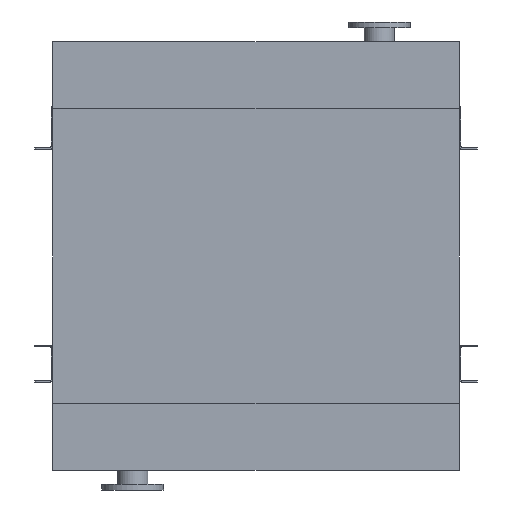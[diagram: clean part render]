
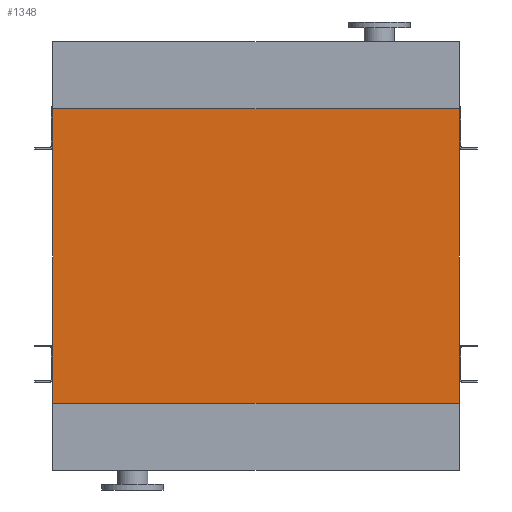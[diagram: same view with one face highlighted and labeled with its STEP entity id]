
A CAD part, front view. The second image highlights one B-rep face of the part: STEP entity #1348.
In plain terms, the highlighted planar face has unit normal (0, -1, 0).
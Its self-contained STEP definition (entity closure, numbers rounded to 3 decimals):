
#61 = CARTESIAN_POINT ( 'NONE',  ( 725., 0., 0. ) ) ;
#294 = CARTESIAN_POINT ( 'NONE',  ( 725., 0., -1050. ) ) ;
#431 = VECTOR ( 'NONE', #2381, 1000. ) ;
#1106 = AXIS2_PLACEMENT_3D ( 'NONE', #8771, #10763, #5851 ) ;
#1257 = EDGE_CURVE ( 'NONE', #5328, #1653, #1497, .T. ) ;
#1348 = ADVANCED_FACE ( 'NONE', ( #9970 ), #1760, .T. ) ;
#1494 = ORIENTED_EDGE ( 'NONE', *, *, #1257, .T. ) ;
#1497 = LINE ( 'NONE', #4328, #431 ) ;
#1644 = DIRECTION ( 'NONE',  ( 1., 0., 0. ) ) ;
#1653 = VERTEX_POINT ( 'NONE', #10887 ) ;
#1760 = PLANE ( 'NONE',  #1106 ) ;
#1761 = VECTOR ( 'NONE', #1644, 1000. ) ;
#2071 = VERTEX_POINT ( 'NONE', #6735 ) ;
#2239 = VERTEX_POINT ( 'NONE', #61 ) ;
#2331 = EDGE_CURVE ( 'NONE', #2071, #2239, #5287, .T. ) ;
#2381 = DIRECTION ( 'NONE',  ( 1., 0., 0. ) ) ;
#2731 = ORIENTED_EDGE ( 'NONE', *, *, #9597, .T. ) ;
#2766 = CARTESIAN_POINT ( 'NONE',  ( -725., 0., -1050. ) ) ;
#4209 = ORIENTED_EDGE ( 'NONE', *, *, #2331, .F. ) ;
#4328 = CARTESIAN_POINT ( 'NONE',  ( -725., 0., -1050. ) ) ;
#4383 = DIRECTION ( 'NONE',  ( 0., 0., 1. ) ) ;
#5287 = LINE ( 'NONE', #9330, #1761 ) ;
#5328 = VERTEX_POINT ( 'NONE', #9745 ) ;
#5845 = EDGE_LOOP ( 'NONE', ( #4209, #7070, #1494, #2731 ) ) ;
#5851 = DIRECTION ( 'NONE',  ( 0., 0., -1. ) ) ;
#6599 = VECTOR ( 'NONE', #4383, 1000. ) ;
#6735 = CARTESIAN_POINT ( 'NONE',  ( -725., 0., 0. ) ) ;
#7070 = ORIENTED_EDGE ( 'NONE', *, *, #11924, .F. ) ;
#7652 = VECTOR ( 'NONE', #12938, 1000. ) ;
#7705 = LINE ( 'NONE', #2766, #7652 ) ;
#8771 = CARTESIAN_POINT ( 'NONE',  ( -725., 0., -1050. ) ) ;
#9330 = CARTESIAN_POINT ( 'NONE',  ( -725., 0., 0. ) ) ;
#9597 = EDGE_CURVE ( 'NONE', #1653, #2239, #10499, .T. ) ;
#9745 = CARTESIAN_POINT ( 'NONE',  ( -725., 0., -1050. ) ) ;
#9970 = FACE_OUTER_BOUND ( 'NONE', #5845, .T. ) ;
#10499 = LINE ( 'NONE', #294, #6599 ) ;
#10763 = DIRECTION ( 'NONE',  ( 0., -1., 0. ) ) ;
#10887 = CARTESIAN_POINT ( 'NONE',  ( 725., 0., -1050. ) ) ;
#11924 = EDGE_CURVE ( 'NONE', #5328, #2071, #7705, .T. ) ;
#12938 = DIRECTION ( 'NONE',  ( 0., 0., 1. ) ) ;
